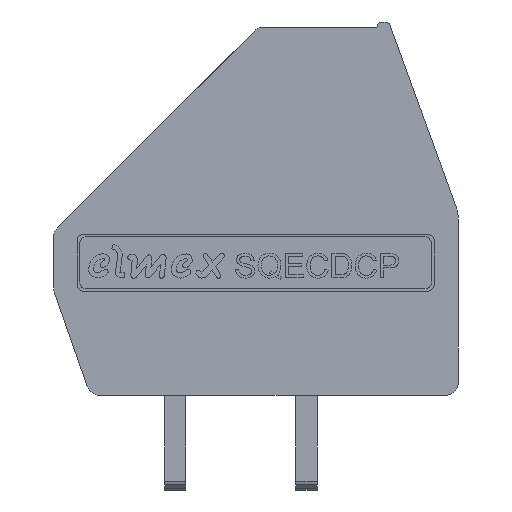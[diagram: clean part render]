
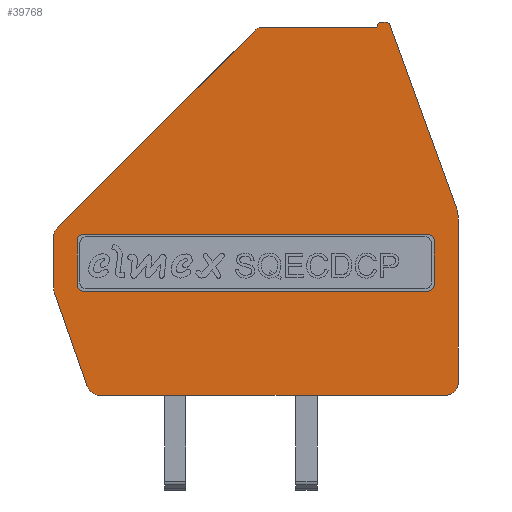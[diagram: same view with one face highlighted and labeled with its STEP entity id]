
A CAD part, front view. The second image highlights one B-rep face of the part: STEP entity #39768.
In plain terms, the highlighted planar face has unit normal (0, -1, 0).
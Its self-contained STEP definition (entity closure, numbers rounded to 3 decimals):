
#1443=CIRCLE('',#41703,0.25);
#1444=CIRCLE('',#41706,0.25);
#1445=CIRCLE('',#41709,0.25);
#1446=CIRCLE('',#41712,0.25);
#1448=CIRCLE('',#41717,0.5);
#1449=CIRCLE('',#41721,0.2);
#1451=CIRCLE('',#41725,0.2);
#1454=CIRCLE('',#41730,1.5);
#1502=CIRCLE('',#41848,0.5);
#1504=CIRCLE('',#41851,0.5);
#1556=CIRCLE('',#41964,0.5);
#1558=CIRCLE('',#41968,0.5);
#3646=LINE('',#59970,#6437);
#3649=LINE('',#59978,#6440);
#3652=LINE('',#59986,#6443);
#3655=LINE('',#59994,#6446);
#3658=LINE('',#60001,#6449);
#3662=LINE('',#60013,#6453);
#3667=LINE('',#60024,#6458);
#3669=LINE('',#60032,#6460);
#3673=LINE('',#60044,#6464);
#3677=LINE('',#60056,#6468);
#3923=LINE('',#61167,#6714);
#3924=LINE('',#61168,#6715);
#6437=VECTOR('',#47408,1000.);
#6440=VECTOR('',#47417,1000.);
#6443=VECTOR('',#47426,1000.);
#6446=VECTOR('',#47435,1000.);
#6449=VECTOR('',#47440,1000.);
#6453=VECTOR('',#47452,1000.);
#6458=VECTOR('',#47459,1000.);
#6460=VECTOR('',#47469,1000.);
#6464=VECTOR('',#47481,1000.);
#6468=VECTOR('',#47493,1000.);
#6714=VECTOR('',#48215,1000.);
#6715=VECTOR('',#48216,1000.);
#13598=ORIENTED_EDGE('',*,*,#18804,.T.);
#13599=ORIENTED_EDGE('',*,*,#18803,.T.);
#13600=ORIENTED_EDGE('',*,*,#18798,.T.);
#13601=ORIENTED_EDGE('',*,*,#18795,.T.);
#13602=ORIENTED_EDGE('',*,*,#18792,.T.);
#13603=ORIENTED_EDGE('',*,*,#18789,.T.);
#13604=ORIENTED_EDGE('',*,*,#18788,.T.);
#13605=ORIENTED_EDGE('',*,*,#18974,.T.);
#13606=ORIENTED_EDGE('',*,*,#19210,.T.);
#13607=ORIENTED_EDGE('',*,*,#18976,.T.);
#13608=ORIENTED_EDGE('',*,*,#18783,.T.);
#13609=ORIENTED_EDGE('',*,*,#18780,.T.);
#13610=ORIENTED_EDGE('',*,*,#18777,.T.);
#13611=ORIENTED_EDGE('',*,*,#19209,.T.);
#13612=ORIENTED_EDGE('',*,*,#19211,.T.);
#13613=ORIENTED_EDGE('',*,*,#19203,.T.);
#13614=ORIENTED_EDGE('',*,*,#18774,.T.);
#13615=ORIENTED_EDGE('',*,*,#18772,.T.);
#13616=ORIENTED_EDGE('',*,*,#18770,.T.);
#13617=ORIENTED_EDGE('',*,*,#18768,.T.);
#13618=ORIENTED_EDGE('',*,*,#18766,.T.);
#13619=ORIENTED_EDGE('',*,*,#18764,.T.);
#13620=ORIENTED_EDGE('',*,*,#18762,.T.);
#13621=ORIENTED_EDGE('',*,*,#18760,.T.);
#18760=EDGE_CURVE('',#22096,#22095,#1443,.F.);
#18762=EDGE_CURVE('',#22097,#22096,#3646,.T.);
#18764=EDGE_CURVE('',#22098,#22097,#1444,.F.);
#18766=EDGE_CURVE('',#22099,#22098,#3649,.T.);
#18768=EDGE_CURVE('',#22100,#22099,#1445,.F.);
#18770=EDGE_CURVE('',#22101,#22100,#3652,.T.);
#18772=EDGE_CURVE('',#22102,#22101,#1446,.F.);
#18774=EDGE_CURVE('',#22095,#22102,#3655,.T.);
#18777=EDGE_CURVE('',#22106,#22105,#3658,.T.);
#18780=EDGE_CURVE('',#22108,#22106,#1448,.T.);
#18783=EDGE_CURVE('',#22110,#22108,#3662,.T.);
#18788=EDGE_CURVE('',#22112,#22114,#3667,.T.);
#18789=EDGE_CURVE('',#22115,#22112,#1449,.T.);
#18792=EDGE_CURVE('',#22117,#22115,#3669,.T.);
#18795=EDGE_CURVE('',#22119,#22117,#1451,.T.);
#18798=EDGE_CURVE('',#22121,#22119,#3673,.T.);
#18803=EDGE_CURVE('',#22124,#22121,#1454,.T.);
#18804=EDGE_CURVE('',#22125,#22124,#3677,.T.);
#18974=EDGE_CURVE('',#22114,#22228,#1502,.T.);
#18976=EDGE_CURVE('',#22230,#22110,#1504,.T.);
#19203=EDGE_CURVE('',#22408,#22125,#1556,.T.);
#19209=EDGE_CURVE('',#22105,#22410,#1558,.T.);
#19210=EDGE_CURVE('',#22228,#22230,#3923,.T.);
#19211=EDGE_CURVE('',#22410,#22408,#3924,.T.);
#22095=VERTEX_POINT('',#59965);
#22096=VERTEX_POINT('',#59967);
#22097=VERTEX_POINT('',#59971);
#22098=VERTEX_POINT('',#59975);
#22099=VERTEX_POINT('',#59979);
#22100=VERTEX_POINT('',#59983);
#22101=VERTEX_POINT('',#59987);
#22102=VERTEX_POINT('',#59991);
#22105=VERTEX_POINT('',#60000);
#22106=VERTEX_POINT('',#60002);
#22108=VERTEX_POINT('',#60008);
#22110=VERTEX_POINT('',#60014);
#22112=VERTEX_POINT('',#60019);
#22114=VERTEX_POINT('',#60023);
#22115=VERTEX_POINT('',#60027);
#22117=VERTEX_POINT('',#60033);
#22119=VERTEX_POINT('',#60039);
#22121=VERTEX_POINT('',#60045);
#22124=VERTEX_POINT('',#60052);
#22125=VERTEX_POINT('',#60057);
#22228=VERTEX_POINT('',#60457);
#22230=VERTEX_POINT('',#60463);
#22408=VERTEX_POINT('',#61155);
#22410=VERTEX_POINT('',#61164);
#24689=EDGE_LOOP('',(#13598,#13599,#13600,#13601,#13602,#13603,#13604,#13605,
#13606,#13607,#13608,#13609,#13610,#13611,#13612,#13613));
#24690=EDGE_LOOP('',(#13614,#13615,#13616,#13617,#13618,#13619,#13620,#13621));
#26383=FACE_BOUND('',#24689,.T.);
#26384=FACE_BOUND('',#24690,.T.);
#27503=PLANE('',#41969);
#39768=ADVANCED_FACE('',(#26383,#26384),#27503,.T.);
#41703=AXIS2_PLACEMENT_3D('',#59966,#47403,#47404);
#41706=AXIS2_PLACEMENT_3D('',#59974,#47412,#47413);
#41709=AXIS2_PLACEMENT_3D('',#59982,#47421,#47422);
#41712=AXIS2_PLACEMENT_3D('',#59990,#47430,#47431);
#41717=AXIS2_PLACEMENT_3D('',#60007,#47446,#47447);
#41721=AXIS2_PLACEMENT_3D('',#60026,#47462,#47463);
#41725=AXIS2_PLACEMENT_3D('',#60038,#47474,#47475);
#41730=AXIS2_PLACEMENT_3D('',#60054,#47489,#47490);
#41848=AXIS2_PLACEMENT_3D('',#60458,#47835,#47836);
#41851=AXIS2_PLACEMENT_3D('',#60462,#47841,#47842);
#41964=AXIS2_PLACEMENT_3D('',#61154,#48199,#48200);
#41968=AXIS2_PLACEMENT_3D('',#61165,#48211,#48212);
#41969=AXIS2_PLACEMENT_3D('',#61166,#48213,#48214);
#47403=DIRECTION('',(0.,-1.,0.));
#47404=DIRECTION('',(0.,0.,-1.));
#47408=DIRECTION('',(0.,0.,1.));
#47412=DIRECTION('',(0.,-1.,0.));
#47413=DIRECTION('',(0.,0.,-1.));
#47417=DIRECTION('',(-1.,0.,0.));
#47421=DIRECTION('',(0.,-1.,0.));
#47422=DIRECTION('',(0.,0.,-1.));
#47426=DIRECTION('',(0.,0.,-1.));
#47430=DIRECTION('',(0.,-1.,0.));
#47431=DIRECTION('',(0.,0.,-1.));
#47435=DIRECTION('',(1.,0.,0.));
#47440=DIRECTION('',(0.33,0.,-0.944));
#47446=DIRECTION('',(0.,-1.,0.));
#47447=DIRECTION('',(1.,0.,0.));
#47452=DIRECTION('',(0.,0.,-1.));
#47459=DIRECTION('',(-1.,0.,0.));
#47462=DIRECTION('',(0.,-1.,0.));
#47463=DIRECTION('',(1.,0.,0.));
#47469=DIRECTION('',(-1.,0.,0.));
#47474=DIRECTION('',(0.,-1.,0.));
#47475=DIRECTION('',(1.,0.,0.));
#47481=DIRECTION('',(-0.342,0.,0.94));
#47489=DIRECTION('',(0.,-1.,0.));
#47490=DIRECTION('',(0.,0.,-1.));
#47493=DIRECTION('',(0.,0.,1.));
#47835=DIRECTION('',(0.,-1.,0.));
#47836=DIRECTION('',(1.,0.,0.));
#47841=DIRECTION('',(0.,-1.,0.));
#47842=DIRECTION('',(1.,0.,0.));
#48199=DIRECTION('',(0.,-1.,0.));
#48200=DIRECTION('',(0.,0.,-1.));
#48211=DIRECTION('',(0.,-1.,0.));
#48212=DIRECTION('',(1.,0.,0.));
#48213=DIRECTION('',(0.,-1.,0.));
#48214=DIRECTION('',(0.,0.,-1.));
#48215=DIRECTION('',(-0.707,0.,-0.707));
#48216=DIRECTION('',(1.,0.,0.));
#59965=CARTESIAN_POINT('',(13.592,-3.26,9.881));
#59966=CARTESIAN_POINT('',(13.592,-3.26,9.631));
#59967=CARTESIAN_POINT('',(13.342,-3.26,9.631));
#59970=CARTESIAN_POINT('',(13.342,-3.26,7.712));
#59971=CARTESIAN_POINT('',(13.342,-3.26,7.962));
#59974=CARTESIAN_POINT('',(13.592,-3.26,7.962));
#59975=CARTESIAN_POINT('',(13.592,-3.26,7.712));
#59978=CARTESIAN_POINT('',(26.926,-3.26,7.712));
#59979=CARTESIAN_POINT('',(26.676,-3.26,7.712));
#59982=CARTESIAN_POINT('',(26.676,-3.26,7.962));
#59983=CARTESIAN_POINT('',(26.926,-3.26,7.962));
#59986=CARTESIAN_POINT('',(26.926,-3.26,9.881));
#59987=CARTESIAN_POINT('',(26.926,-3.26,9.631));
#59990=CARTESIAN_POINT('',(26.676,-3.26,9.631));
#59991=CARTESIAN_POINT('',(26.676,-3.26,9.881));
#59994=CARTESIAN_POINT('',(13.342,-3.26,9.881));
#60000=CARTESIAN_POINT('',(13.733,-3.26,4.085));
#60001=CARTESIAN_POINT('',(12.478,-3.26,7.67));
#60002=CARTESIAN_POINT('',(12.478,-3.26,7.67));
#60007=CARTESIAN_POINT('',(12.95,-3.26,7.835));
#60008=CARTESIAN_POINT('',(12.45,-3.26,7.835));
#60013=CARTESIAN_POINT('',(12.45,-3.26,9.763));
#60014=CARTESIAN_POINT('',(12.45,-3.26,9.763));
#60019=CARTESIAN_POINT('',(24.75,-3.26,17.75));
#60023=CARTESIAN_POINT('',(20.437,-3.26,17.75));
#60024=CARTESIAN_POINT('',(20.437,-3.26,17.75));
#60026=CARTESIAN_POINT('',(24.95,-3.26,17.75));
#60027=CARTESIAN_POINT('',(24.95,-3.26,17.95));
#60032=CARTESIAN_POINT('',(25.062,-3.26,17.95));
#60033=CARTESIAN_POINT('',(25.062,-3.26,17.95));
#60038=CARTESIAN_POINT('',(25.062,-3.26,17.75));
#60039=CARTESIAN_POINT('',(25.25,-3.26,17.818));
#60044=CARTESIAN_POINT('',(25.25,-3.26,17.818));
#60045=CARTESIAN_POINT('',(27.76,-3.26,10.922));
#60052=CARTESIAN_POINT('',(27.85,-3.26,10.409));
#60054=CARTESIAN_POINT('',(26.35,-3.26,10.409));
#60056=CARTESIAN_POINT('',(27.85,-3.26,17.25));
#60057=CARTESIAN_POINT('',(27.85,-3.26,4.25));
#60457=CARTESIAN_POINT('',(20.083,-3.26,17.604));
#60458=CARTESIAN_POINT('',(20.437,-3.26,17.25));
#60462=CARTESIAN_POINT('',(12.95,-3.26,9.763));
#60463=CARTESIAN_POINT('',(12.596,-3.26,10.117));
#61154=CARTESIAN_POINT('',(27.35,-3.26,4.25));
#61155=CARTESIAN_POINT('',(27.35,-3.26,3.75));
#61164=CARTESIAN_POINT('',(14.205,-3.26,3.75));
#61165=CARTESIAN_POINT('',(14.205,-3.26,4.25));
#61166=CARTESIAN_POINT('',(20.437,-3.26,17.25));
#61167=CARTESIAN_POINT('',(20.083,-3.26,17.604));
#61168=CARTESIAN_POINT('',(14.205,-3.26,3.75));
